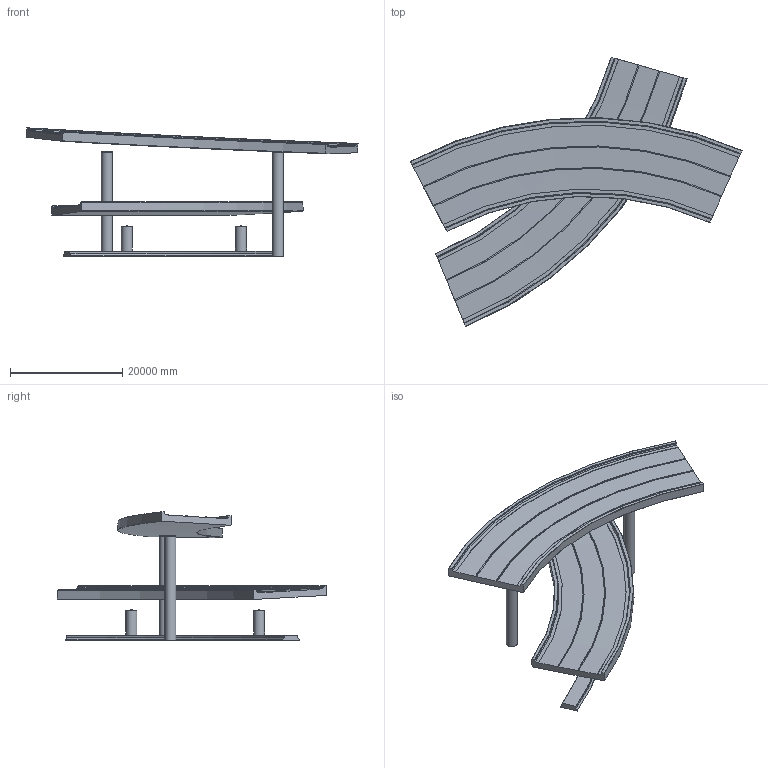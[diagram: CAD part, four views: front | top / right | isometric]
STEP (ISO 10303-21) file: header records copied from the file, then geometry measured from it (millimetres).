
FILE_DESCRIPTION( ( '' ), ' ' );
FILE_NAME( '5e0a5bc871a87313f16ac10f.step', '2019-12-30T20:19:20', ( '' ), ( '' ), ' ', ' ', ' ' );
FILE_SCHEMA( ( 'AUTOMOTIVE_DESIGN { 1 0 10303 214 1 1 1 1 }' ) );
Length unit declared in the file: metre
Products named in the file (7): Part 6; Part 14; Part 7; Part 15; Part 8; Part 2; Part 10
Bounding box: 59087.27 x 47977.87 x 22855.71 mm (x, y, z)
Volume: 2130668890427.2 mm3; surface area: 4374933074 mm2
Topology: 7 solids, 7 shells, 98 faces, 248 edges, 164 vertices
Faces by surface type: cone 68, plane 16, cylinder 14
Full cylindrical faces by diameter (mm): 254 x4, 1981.2 x6
Entity records: 3692 total; most frequent: DIRECTION 522, CARTESIAN_POINT 487, ORIENTED_EDGE 444, EDGE_CURVE 222, AXIS2_PLACEMENT_3D 195, VERTEX_POINT 160, LINE 132, VECTOR 132
